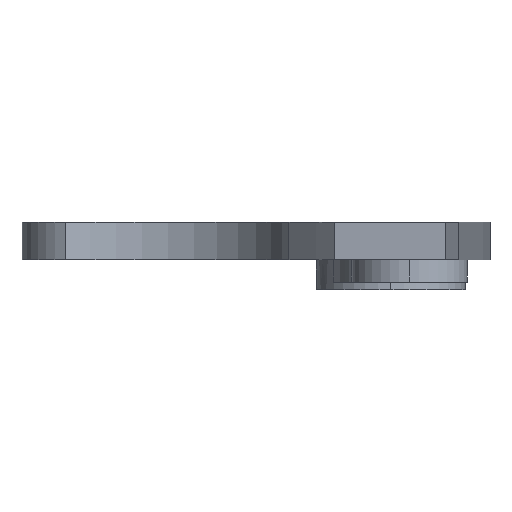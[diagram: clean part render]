
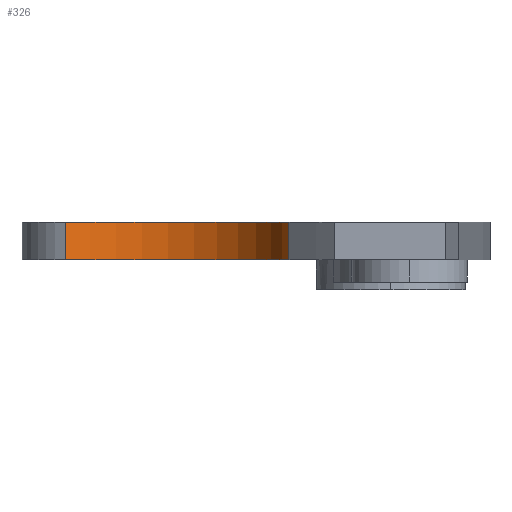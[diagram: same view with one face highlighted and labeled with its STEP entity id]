
A CAD part, left-side view. The second image highlights one B-rep face of the part: STEP entity #326.
In plain terms, the highlighted cylindrical face has radius 21.119 mm (diameter 42.237 mm), a partial arc.
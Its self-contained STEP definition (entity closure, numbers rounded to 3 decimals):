
#2 = VERTEX_POINT ( 'NONE', #182 ) ;
#12 = CARTESIAN_POINT ( 'NONE',  ( -14.69, 13.657, 0. ) ) ;
#131 = LINE ( 'NONE', #1529, #871 ) ;
#146 = ORIENTED_EDGE ( 'NONE', *, *, #1380, .F. ) ;
#182 = CARTESIAN_POINT ( 'NONE',  ( 0.643, 43.674, -5. ) ) ;
#207 = LINE ( 'NONE', #383, #1162 ) ;
#219 = ORIENTED_EDGE ( 'NONE', *, *, #772, .F. ) ;
#227 = CARTESIAN_POINT ( 'NONE',  ( -18.357, 34.454, -5. ) ) ;
#290 = AXIS2_PLACEMENT_3D ( 'NONE', #227, #894, #1235 ) ;
#326 = ADVANCED_FACE ( 'NONE', ( #1224 ), #1911, .F. ) ;
#382 = CARTESIAN_POINT ( 'NONE',  ( -18.357, 34.454, -43.195 ) ) ;
#383 = CARTESIAN_POINT ( 'NONE',  ( 0.643, 43.674, -43.195 ) ) ;
#409 = AXIS2_PLACEMENT_3D ( 'NONE', #1995, #941, #921 ) ;
#576 = VERTEX_POINT ( 'NONE', #2208 ) ;
#687 = ORIENTED_EDGE ( 'NONE', *, *, #912, .T. ) ;
#750 = CARTESIAN_POINT ( 'NONE',  ( 0.643, 43.674, 0. ) ) ;
#772 = EDGE_CURVE ( 'NONE', #1821, #1257, #1085, .T. ) ;
#871 = VECTOR ( 'NONE', #1686, 1000. ) ;
#894 = DIRECTION ( 'NONE',  ( 0., 0., -1. ) ) ;
#912 = EDGE_CURVE ( 'NONE', #576, #1257, #131, .T. ) ;
#921 = DIRECTION ( 'NONE',  ( -1., 0., 0. ) ) ;
#941 = DIRECTION ( 'NONE',  ( 0., 0., -1. ) ) ;
#1085 = CIRCLE ( 'NONE', #409, 21.119 ) ;
#1095 = DIRECTION ( 'NONE',  ( 0., 0., 1. ) ) ;
#1162 = VECTOR ( 'NONE', #1095, 1000. ) ;
#1224 = FACE_OUTER_BOUND ( 'NONE', #1448, .T. ) ;
#1235 = DIRECTION ( 'NONE',  ( 1., 0., 0. ) ) ;
#1257 = VERTEX_POINT ( 'NONE', #12 ) ;
#1319 = DIRECTION ( 'NONE',  ( 0., 0., 1. ) ) ;
#1364 = CIRCLE ( 'NONE', #290, 21.119 ) ;
#1380 = EDGE_CURVE ( 'NONE', #2, #1821, #207, .T. ) ;
#1423 = AXIS2_PLACEMENT_3D ( 'NONE', #382, #1319, #1831 ) ;
#1448 = EDGE_LOOP ( 'NONE', ( #1916, #687, #219, #146 ) ) ;
#1529 = CARTESIAN_POINT ( 'NONE',  ( -14.69, 13.657, -43.195 ) ) ;
#1686 = DIRECTION ( 'NONE',  ( 0., 0., 1. ) ) ;
#1804 = EDGE_CURVE ( 'NONE', #2, #576, #1364, .T. ) ;
#1821 = VERTEX_POINT ( 'NONE', #750 ) ;
#1831 = DIRECTION ( 'NONE',  ( -1., 0., 0. ) ) ;
#1911 = CYLINDRICAL_SURFACE ( 'NONE', #1423, 21.119 ) ;
#1916 = ORIENTED_EDGE ( 'NONE', *, *, #1804, .T. ) ;
#1995 = CARTESIAN_POINT ( 'NONE',  ( -18.357, 34.454, 0. ) ) ;
#2208 = CARTESIAN_POINT ( 'NONE',  ( -14.69, 13.657, -5. ) ) ;
